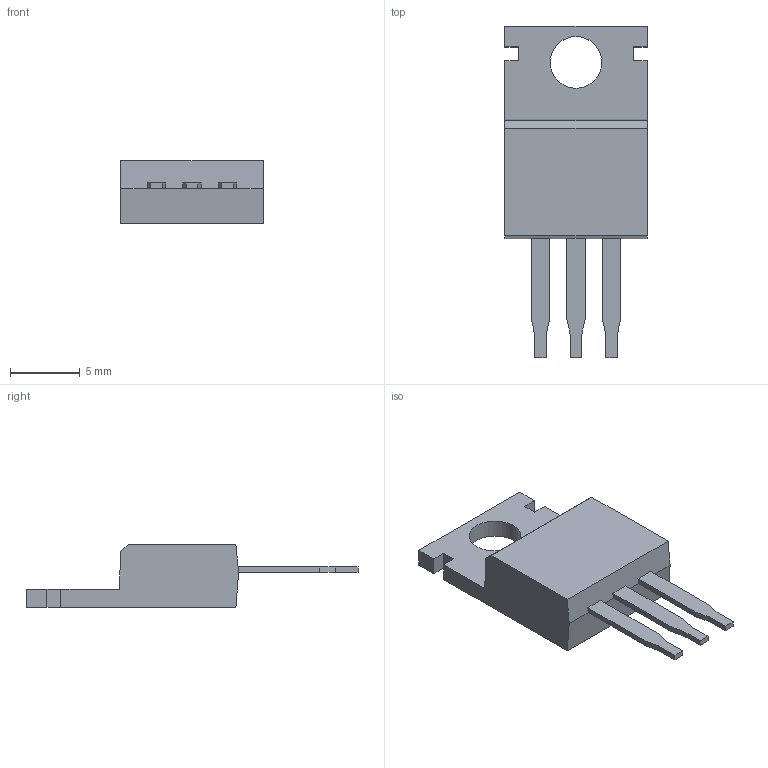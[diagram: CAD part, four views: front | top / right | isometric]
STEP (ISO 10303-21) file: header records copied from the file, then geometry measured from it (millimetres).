
FILE_DESCRIPTION(('FreeCAD Model'),'2;1');
FILE_NAME('Open CASCADE Shape Model','2022-08-01T21:59:36',(''),(''), 'Open CASCADE STEP processor 7.6','FreeCAD','Unknown');
FILE_SCHEMA(('AUTOMOTIVE_DESIGN { 1 0 10303 214 1 1 1 1 }'));
Length unit declared in the file: millimetre
Products named in the file (1): Body
Bounding box: 10.2 x 23.73 x 4.5 mm (x, y, z)
Volume: 467.7 mm3; surface area: 561.3 mm2
Topology: 1 solids, 1 shells, 53 faces, 147 edges, 96 vertices
Faces by surface type: plane 52, cylinder 1
Full cylindrical faces by diameter (mm): 3.7 x1
Entity records: 1681 total; most frequent: CARTESIAN_POINT 297, ORIENTED_EDGE 294, DIRECTION 257, EDGE_CURVE 147, LINE 145, VECTOR 145, VERTEX_POINT 96, AXIS2_PLACEMENT_3D 56
